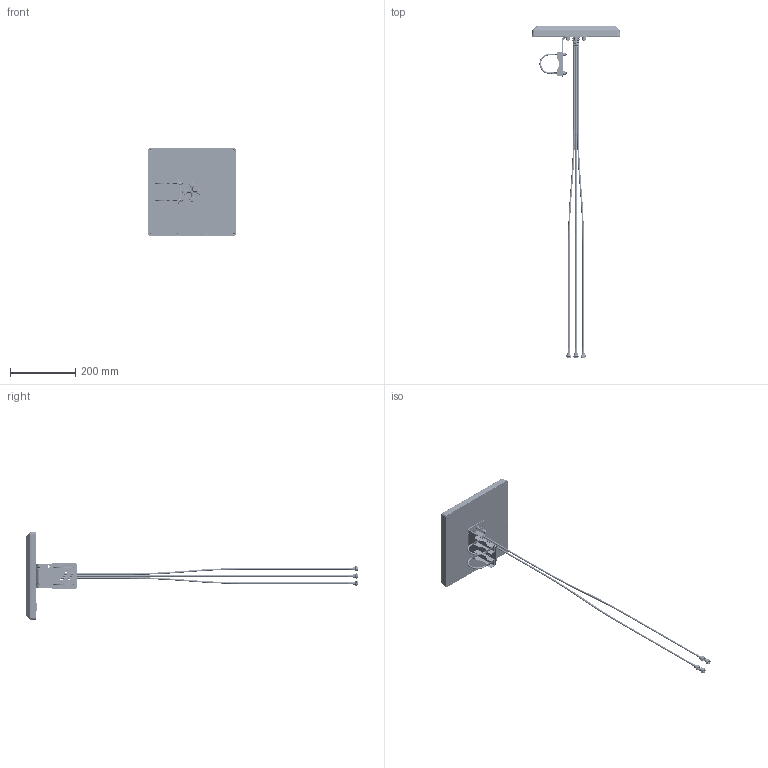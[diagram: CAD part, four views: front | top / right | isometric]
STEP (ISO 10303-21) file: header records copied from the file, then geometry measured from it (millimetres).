
FILE_DESCRIPTION (( 'STEP AP214' ), '1' );
FILE_NAME ('FMANFP1078_3D.step', '2024-03-05T16:45:46', ( '' ), ( '' ), 'SwSTEP 2.0', 'SolidWorks 2022', '' );
FILE_SCHEMA (( 'AUTOMOTIVE_DESIGN' ));
Length unit declared in the file: inch
Products named in the file (19): LUOZHU-4.stp; N-C-K3.stp; TANJIE_6.stp; DIANPIAN_6X13X1.stp; DIANPIAN_6.stp; JM_TA_ASM.stp; JM_TA_03.stp; NK_ASM.stp; WXEPB7006R_06.stp; WXFPB6506NF (HG2471-06DP-4NF) (2).stp; JM_TA_02.stp; DIANLAN122.stp; JM_TA_01.stp; LUOMU_M6.stp; FMANFP1078_3D; KA3X10.stp; TAOGUAN_N-C-K3.stp; DIBAN33.stp; Part50^FMANFP1078
Assembly tree (54 placements, depth 4):
  FMANFP1078_3D
    WXFPB6506NF (HG2471-06DP-4NF) (2).stp
      JM_TA_ASM.stp
        JM_TA_01.stp
        JM_TA_02.stp  x2
        JM_TA_03.stp  x2
        DIANPIAN_6X13X1.stp  x4
        TANJIE_6.stp  x4
        LUOMU_M6.stp  x4
      NK_ASM.stp  x4
        N-C-K3.stp
        TAOGUAN_N-C-K3.stp
      WXEPB7006R_06.stp
      DIBAN33.stp
      KA3X10.stp  x12
      DIANPIAN_6.stp  x4
      TANJIE_6.stp  x4
      LUOMU_M6.stp  x4
      LUOZHU-4.stp
      DIANLAN122.stp
    Part50^FMANFP1078
Bounding box: 270 x 1016 x 270 mm (x, y, z)
Volume: 496441.9 mm3; surface area: 492545.4 mm2
Topology: 57 solids, 57 shells, 3405 faces, 9390 edges, 6125 vertices
Faces by surface type: cylinder 1114, bspline 912, plane 895, cone 428, torus 56
Entity records: 99903 total; most frequent: CARTESIAN_POINT 67799, ORIENTED_EDGE 7616, DIRECTION 4839, EDGE_CURVE 3808, VERTEX_POINT 2514, B_SPLINE_CURVE_WITH_KNOTS 1891, AXIS2_PLACEMENT_3D 1872, EDGE_LOOP 1476
